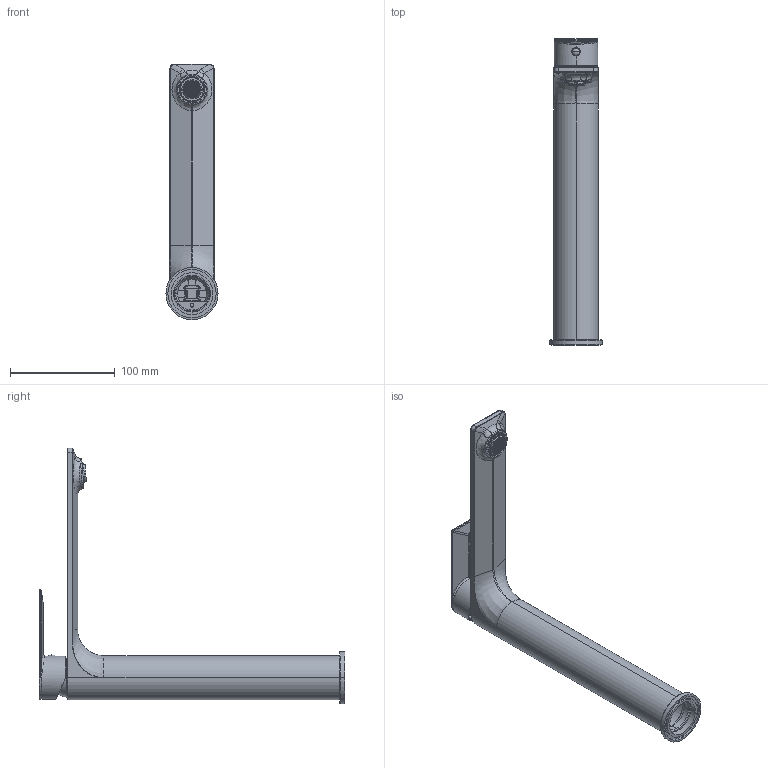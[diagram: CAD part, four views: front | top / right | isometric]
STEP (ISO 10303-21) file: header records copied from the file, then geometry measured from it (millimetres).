
FILE_DESCRIPTION((''),'2;1');
FILE_NAME('AAYA222','2023-05-12T17:27:30',('mirkorogora'),(''),'CREO PARAMETRIC BY PTC INC, 2022164','CREO PARAMETRIC BY PTC INC, 2022164','');
FILE_SCHEMA(('CONFIG_CONTROL_DESIGN'));
Length unit declared in the file: millimetre
Products named in the file (7): AAYA222C001; SCCMAC0011; AAYA005C001; SBTMAC0001; SARMAC0007; SPLMAC0005; AAYA222
Assembly tree (6 placements, depth 2):
  AAYA222
    AAYA222C001
    SCCMAC0011
    AAYA005C001
    SBTMAC0001
    SARMAC0007
    SPLMAC0005
Bounding box: 49.8 x 291.9 x 243.9 mm (x, y, z)
Volume: 150493.1 mm3; surface area: 129254.5 mm2
Topology: 6 solids, 7 shells, 2837 faces, 7827 edges, 5500 vertices
Faces by surface type: plane 1859, cylinder 796, bspline 95, torus 39, cone 37, sphere 11
Entity records: 103355 total; most frequent: CARTESIAN_POINT 31527, ORIENTED_EDGE 15640, DIRECTION 13493, EDGE_CURVE 7823, VERTEX_POINT 5500, VECTOR 4671, LINE 4671, AXIS2_PLACEMENT_3D 4411
